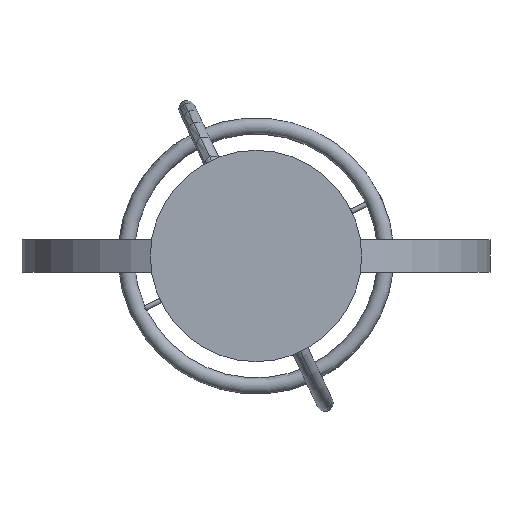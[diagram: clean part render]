
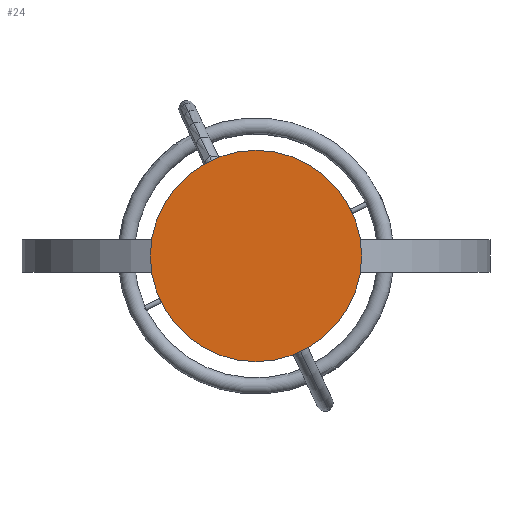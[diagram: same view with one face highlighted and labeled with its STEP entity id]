
A CAD part, front view. The second image highlights one B-rep face of the part: STEP entity #24.
In plain terms, the highlighted planar face has unit normal (0, -1, 0).
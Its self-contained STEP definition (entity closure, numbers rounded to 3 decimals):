
#24 = ADVANCED_FACE ( 'NONE', ( #1103 ), #1139, .T. ) ;
#26 = EDGE_LOOP ( 'NONE', ( #33, #46 ) ) ;
#33 = ORIENTED_EDGE ( 'NONE', *, *, #222, .F. ) ;
#46 = ORIENTED_EDGE ( 'NONE', *, *, #56, .F. ) ;
#56 = EDGE_CURVE ( 'NONE', #331, #365, #1124, .T. ) ;
#222 = EDGE_CURVE ( 'NONE', #365, #331, #1382, .T. ) ;
#331 = VERTEX_POINT ( 'NONE', #1738 ) ;
#365 = VERTEX_POINT ( 'NONE', #1804 ) ;
#1080 = DIRECTION ( 'NONE',  ( 0., -1., 0. ) ) ;
#1081 = CARTESIAN_POINT ( 'NONE',  ( -27.5, -86.5, 0. ) ) ;
#1103 = FACE_OUTER_BOUND ( 'NONE', #26, .T. ) ;
#1109 = CARTESIAN_POINT ( 'NONE',  ( 5., -86.5, 0. ) ) ;
#1110 = AXIS2_PLACEMENT_3D ( 'NONE', #1109, #1163, #1162 ) ;
#1119 = DIRECTION ( 'NONE',  ( 0., 0., -1. ) ) ;
#1124 = CIRCLE ( 'NONE', #1110, 32.5 ) ;
#1139 = PLANE ( 'NONE',  #1166 ) ;
#1162 = DIRECTION ( 'NONE',  ( 0., 0., 1. ) ) ;
#1163 = DIRECTION ( 'NONE',  ( 0., 1., 0. ) ) ;
#1166 = AXIS2_PLACEMENT_3D ( 'NONE', #1081, #1080, #1119 ) ;
#1346 = CARTESIAN_POINT ( 'NONE',  ( 5., -86.5, 0. ) ) ;
#1352 = AXIS2_PLACEMENT_3D ( 'NONE', #1346, #1369, #1368 ) ;
#1368 = DIRECTION ( 'NONE',  ( 0., 0., 1. ) ) ;
#1369 = DIRECTION ( 'NONE',  ( 0., 1., 0. ) ) ;
#1382 = CIRCLE ( 'NONE', #1352, 32.5 ) ;
#1738 = CARTESIAN_POINT ( 'NONE',  ( 5., -86.5, -32.5 ) ) ;
#1804 = CARTESIAN_POINT ( 'NONE',  ( 5., -86.5, 32.5 ) ) ;
